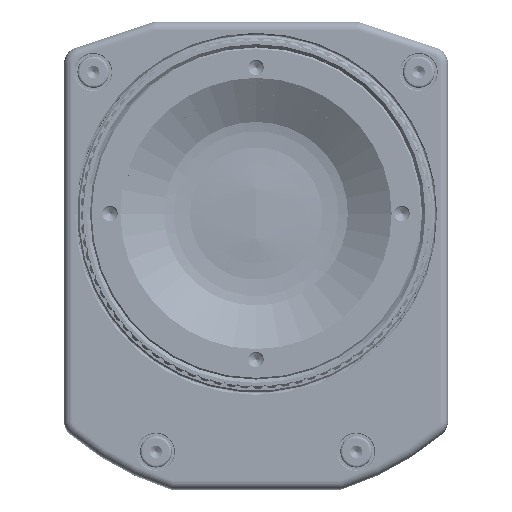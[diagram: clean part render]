
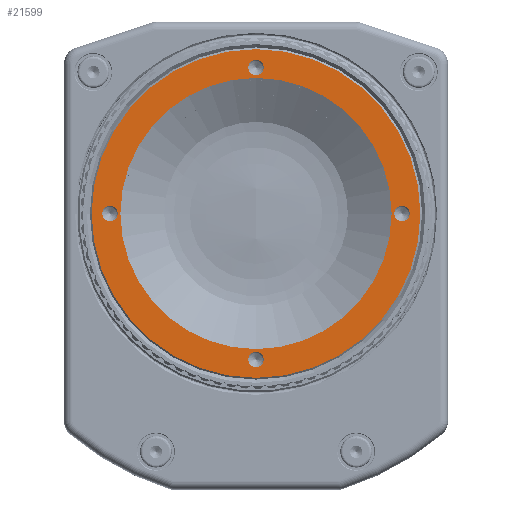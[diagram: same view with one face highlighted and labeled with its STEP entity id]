
A CAD part, top view. The second image highlights one B-rep face of the part: STEP entity #21599.
In plain terms, the highlighted planar face has unit normal (0, 0, 1).
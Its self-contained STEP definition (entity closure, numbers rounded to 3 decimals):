
#281 = FACE_OUTER_BOUND ( 'NONE', #31219, .T. ) ;
#3195 = CARTESIAN_POINT ( 'NONE',  ( -16.575, 0., 11. ) ) ;
#5763 = ORIENTED_EDGE ( 'NONE', *, *, #66763, .F. ) ;
#8067 = VERTEX_POINT ( 'NONE', #10734 ) ;
#9364 = EDGE_CURVE ( 'NONE', #59846, #59846, #70492, .T. ) ;
#10472 = EDGE_LOOP ( 'NONE', ( #20506 ) ) ;
#10734 = CARTESIAN_POINT ( 'NONE',  ( 18.425, 0., 11. ) ) ;
#10747 = ORIENTED_EDGE ( 'NONE', *, *, #26411, .F. ) ;
#11283 = CIRCLE ( 'NONE', #56026, 0.925 ) ;
#13410 = FACE_BOUND ( 'NONE', #19219, .T. ) ;
#14768 = DIRECTION ( 'NONE',  ( 0., 0., 1. ) ) ;
#15650 = EDGE_CURVE ( 'NONE', #29142, #29142, #30363, .T. ) ;
#15724 = DIRECTION ( 'NONE',  ( 0., 0., 1. ) ) ;
#18544 = PLANE ( 'NONE',  #40814 ) ;
#19219 = EDGE_LOOP ( 'NONE', ( #27558 ) ) ;
#20506 = ORIENTED_EDGE ( 'NONE', *, *, #9364, .F. ) ;
#21049 = EDGE_LOOP ( 'NONE', ( #10747 ) ) ;
#21599 = ADVANCED_FACE ( 'NONE', ( #281, #44970, #43201, #31828, #28327, #13410 ), #18544, .F. ) ;
#22829 = CARTESIAN_POINT ( 'NONE',  ( -17.5, 0., 11. ) ) ;
#24234 = CARTESIAN_POINT ( 'NONE',  ( 0., 19.9, 11. ) ) ;
#24261 = CARTESIAN_POINT ( 'NONE',  ( 0., 0., 11. ) ) ;
#24720 = VERTEX_POINT ( 'NONE', #66603 ) ;
#24979 = AXIS2_PLACEMENT_3D ( 'NONE', #60467, #26896, #66088 ) ;
#25556 = EDGE_CURVE ( 'NONE', #24720, #24720, #34196, .T. ) ;
#26411 = EDGE_CURVE ( 'NONE', #8067, #8067, #11283, .T. ) ;
#26896 = DIRECTION ( 'NONE',  ( 0., 0., 1. ) ) ;
#27558 = ORIENTED_EDGE ( 'NONE', *, *, #40213, .F. ) ;
#28327 = FACE_BOUND ( 'NONE', #10472, .T. ) ;
#28433 = DIRECTION ( 'NONE',  ( 1., 0., 0. ) ) ;
#29142 = VERTEX_POINT ( 'NONE', #59997 ) ;
#29864 = DIRECTION ( 'NONE',  ( 0., 0., -1. ) ) ;
#29889 = DIRECTION ( 'NONE',  ( -1., 0., 0. ) ) ;
#30363 = CIRCLE ( 'NONE', #48540, 0.925 ) ;
#31219 = EDGE_LOOP ( 'NONE', ( #63367 ) ) ;
#31828 = FACE_BOUND ( 'NONE', #48785, .T. ) ;
#33424 = DIRECTION ( 'NONE',  ( 0., 0., 1. ) ) ;
#34196 = CIRCLE ( 'NONE', #45173, 19.7 ) ;
#39113 = CIRCLE ( 'NONE', #49900, 0.925 ) ;
#40213 = EDGE_CURVE ( 'NONE', #49146, #49146, #41700, .T. ) ;
#40814 = AXIS2_PLACEMENT_3D ( 'NONE', #24234, #29864, #69072 ) ;
#41700 = CIRCLE ( 'NONE', #24979, 16.25 ) ;
#43201 = FACE_BOUND ( 'NONE', #21049, .T. ) ;
#43640 = CARTESIAN_POINT ( 'NONE',  ( 0.925, 17.5, 11. ) ) ;
#44970 = FACE_BOUND ( 'NONE', #70087, .T. ) ;
#45173 = AXIS2_PLACEMENT_3D ( 'NONE', #24261, #63454, #29889 ) ;
#46128 = CARTESIAN_POINT ( 'NONE',  ( 16.25, 0., 11. ) ) ;
#47805 = AXIS2_PLACEMENT_3D ( 'NONE', #22829, #62014, #28433 ) ;
#48334 = CARTESIAN_POINT ( 'NONE',  ( 17.5, 0., 11. ) ) ;
#48540 = AXIS2_PLACEMENT_3D ( 'NONE', #49301, #15724, #54961 ) ;
#48785 = EDGE_LOOP ( 'NONE', ( #68392 ) ) ;
#49146 = VERTEX_POINT ( 'NONE', #46128 ) ;
#49301 = CARTESIAN_POINT ( 'NONE',  ( 0., -17.5, 11. ) ) ;
#49900 = AXIS2_PLACEMENT_3D ( 'NONE', #66995, #33424, #72662 ) ;
#53993 = DIRECTION ( 'NONE',  ( 1., 0., 0. ) ) ;
#54961 = DIRECTION ( 'NONE',  ( 1., 0., 0. ) ) ;
#56026 = AXIS2_PLACEMENT_3D ( 'NONE', #48334, #14768, #53993 ) ;
#59846 = VERTEX_POINT ( 'NONE', #3195 ) ;
#59997 = CARTESIAN_POINT ( 'NONE',  ( 0.925, -17.5, 11. ) ) ;
#60415 = VERTEX_POINT ( 'NONE', #43640 ) ;
#60467 = CARTESIAN_POINT ( 'NONE',  ( 0., 0., 11. ) ) ;
#62014 = DIRECTION ( 'NONE',  ( 0., 0., 1. ) ) ;
#63367 = ORIENTED_EDGE ( 'NONE', *, *, #25556, .T. ) ;
#63454 = DIRECTION ( 'NONE',  ( 0., 0., 1. ) ) ;
#66088 = DIRECTION ( 'NONE',  ( 1., 0., 0. ) ) ;
#66603 = CARTESIAN_POINT ( 'NONE',  ( -19.7, 0., 11. ) ) ;
#66763 = EDGE_CURVE ( 'NONE', #60415, #60415, #39113, .T. ) ;
#66995 = CARTESIAN_POINT ( 'NONE',  ( 0., 17.5, 11. ) ) ;
#68392 = ORIENTED_EDGE ( 'NONE', *, *, #15650, .F. ) ;
#69072 = DIRECTION ( 'NONE',  ( -1., 0., 0. ) ) ;
#70087 = EDGE_LOOP ( 'NONE', ( #5763 ) ) ;
#70492 = CIRCLE ( 'NONE', #47805, 0.925 ) ;
#72662 = DIRECTION ( 'NONE',  ( 1., 0., 0. ) ) ;
